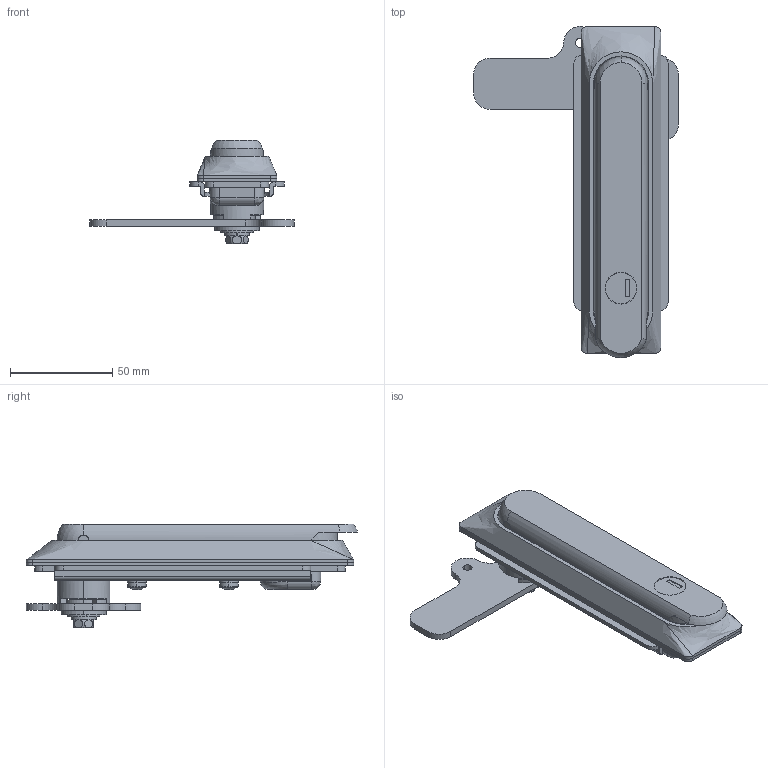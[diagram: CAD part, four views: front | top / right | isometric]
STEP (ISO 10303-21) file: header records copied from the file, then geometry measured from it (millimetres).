
FILE_DESCRIPTION (( 'STEP AP203' ), '1' );
FILE_NAME ('sone3D.STEP', '2016-10-14T06:32:38', ( '' ), ( '' ), 'SwSTEP 2.0', 'SolidWorks 2014', '' );
FILE_SCHEMA (( 'CONFIG_CONTROL_DESIGN' ));
Length unit declared in the file: millimetre
Products named in the file (16): A-484-B-2パッキン; A-484-B-2本体ケース; 廫帤寠晅偒榋妏儃儖僩M6_俵6亊15; A-484-B-1軸; スプリングワッシャーM6_JIS B 1251 No.2 6; A-484-B-1偐偟傔僺儞; 十字穴付き六角ボルトM6（SW･平W付）; A-484-B-1僇儉僗僩僢僷乕; 廫帤寠晅側傋偹偠M5(SW晅)_俵5亊15; A-484-B-1儚僢僔儍乕; ダミーローター__#TAK60-4-2_; A-484-B-1止め金; A-484-B-2ハンドル; A-484-B-2角穴ワッシャー; sone3D; A-484-B-2取付板
Assembly tree (16 placements, depth 3):
  sone3D
    A-484-B-2本体ケース
    A-484-B-1軸
    A-484-B-1偐偟傔僺儞
    A-484-B-1僇儉僗僩僢僷乕
    A-484-B-1儚僢僔儍乕
    A-484-B-1止め金
    A-484-B-2ハンドル
    A-484-B-2取付板
    A-484-B-2パッキン
    十字穴付き六角ボルトM6（SW･平W付）
      廫帤寠晅偒榋妏儃儖僩M6_俵6亊15
      スプリングワッシャーM6_JIS B 1251 No.2 6
    廫帤寠晅側傋偹偠M5(SW晅)_俵5亊15  x2
    ダミーローター__#TAK60-4-2_
    A-484-B-2角穴ワッシャー
Bounding box: 100 x 161.95 x 50.8 mm (x, y, z)
Volume: 103723.9 mm3; surface area: 72207.6 mm2
Topology: 15 solids, 15 shells, 561 faces, 1386 edges, 862 vertices
Faces by surface type: plane 234, cylinder 221, bspline 36, torus 30, sphere 26, cone 14
Entity records: 20121 total; most frequent: CARTESIAN_POINT 5885, DIRECTION 2733, ORIENTED_EDGE 2556, EDGE_CURVE 1278, AXIS2_PLACEMENT_3D 1051, VERTEX_POINT 803, LINE 631, VECTOR 631
